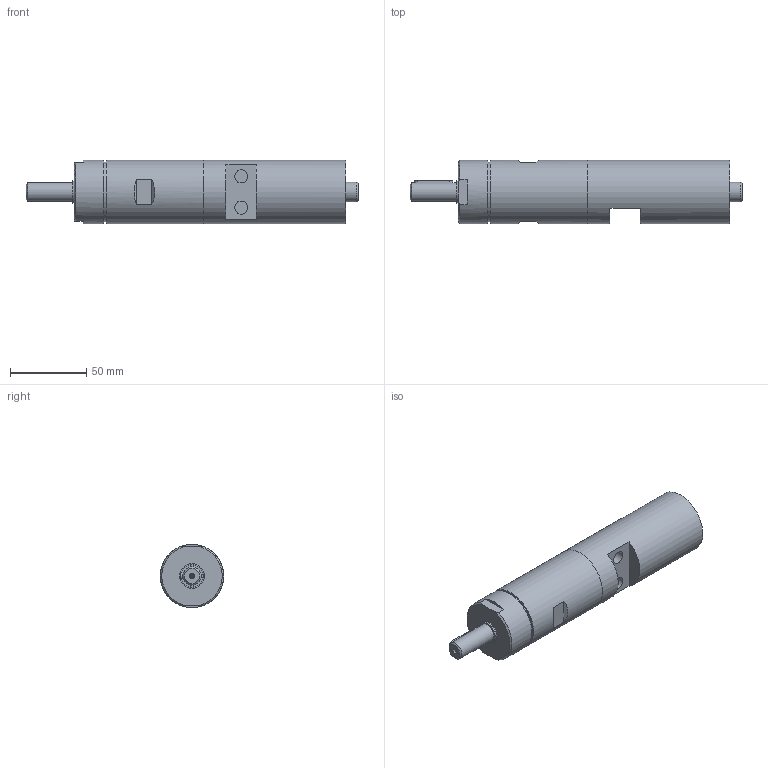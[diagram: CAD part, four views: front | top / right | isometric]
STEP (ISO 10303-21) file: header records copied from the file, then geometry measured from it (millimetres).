
FILE_DESCRIPTION((''),'2;1');
FILE_NAME('MUB 23-7000_60009025.stp','2011-02-28T15:16:49',('rmorof'),(''),'Autodesk Inventor 2008','Autodesk Inventor 2008','');
FILE_SCHEMA(('CONFIG_CONTROL_DESIGN'));
Length unit declared in the file: millimetre
Products named in the file (1): MUB 23-7000_60009025
Bounding box: 217.5 x 41.5 x 41.5 mm (x, y, z)
Volume: 237998.2 mm3; surface area: 30198.2 mm2
Topology: 1 solids, 19 shells, 122 faces, 220 edges, 148 vertices
Faces by surface type: plane 70, bspline 25, cylinder 18, cone 6, torus 3
Full cylindrical faces by diameter (mm): 8 x1, 8.5 x1, 9.227 x1, 12 x1, 13 x1, 14.95 x1, 16 x2, 39 x1, 39.184 x1, 39.5 x1, 41.5 x3
Entity records: 3109 total; most frequent: CARTESIAN_POINT 894, DIRECTION 432, ORIENTED_EDGE 324, AXIS2_PLACEMENT_3D 188, EDGE_LOOP 178, EDGE_CURVE 162, VERTEX_POINT 130, FACE_OUTER_BOUND 122
